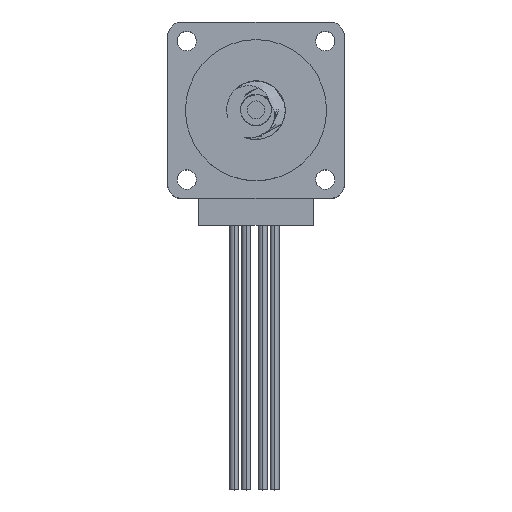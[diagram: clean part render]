
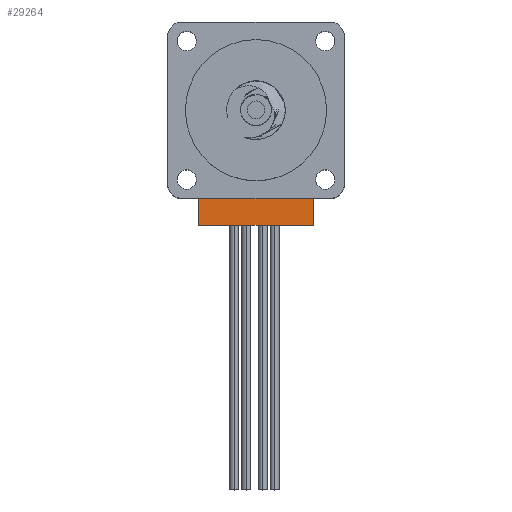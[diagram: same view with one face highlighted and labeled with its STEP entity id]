
A CAD part, top view. The second image highlights one B-rep face of the part: STEP entity #29264.
In plain terms, the highlighted planar face has unit normal (0, 0, 1).
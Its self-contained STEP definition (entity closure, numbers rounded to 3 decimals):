
#201 = PLANE('',#202);
#202 = AXIS2_PLACEMENT_3D('',#203,#204,#205);
#203 = CARTESIAN_POINT('',(6.5,-13.,-6.));
#204 = DIRECTION('',(0.,1.,0.));
#205 = DIRECTION('',(0.,0.,1.));
#23738 = PLANE('',#23739);
#23739 = AXIS2_PLACEMENT_3D('',#23740,#23741,#23742);
#23740 = CARTESIAN_POINT('',(-8.4,-10.,14.));
#23741 = DIRECTION('',(0.,1.,0.));
#23742 = DIRECTION('',(0.,0.,1.));
#27370 = VERTEX_POINT('',#27371);
#27371 = CARTESIAN_POINT('',(6.5,-13.,-6.));
#27385 = PLANE('',#27386);
#27386 = AXIS2_PLACEMENT_3D('',#27387,#27388,#27389);
#27387 = CARTESIAN_POINT('',(6.5,-13.,-11.));
#27388 = DIRECTION('',(-1.,0.,0.));
#27389 = DIRECTION('',(0.,0.,1.));
#27397 = EDGE_CURVE('',#27370,#27398,#27400,.T.);
#27398 = VERTEX_POINT('',#27399);
#27399 = CARTESIAN_POINT('',(-6.5,-13.,-6.));
#27400 = SURFACE_CURVE('',#27401,(#27405,#27412),.PCURVE_S1.);
#27401 = LINE('',#27402,#27403);
#27402 = CARTESIAN_POINT('',(-6.5,-13.,-6.));
#27403 = VECTOR('',#27404,1.);
#27404 = DIRECTION('',(-1.,0.,0.));
#27405 = PCURVE('',#201,#27406);
#27406 = DEFINITIONAL_REPRESENTATION('',(#27407),#27411);
#27407 = LINE('',#27408,#27409);
#27408 = CARTESIAN_POINT('',(0.,-13.));
#27409 = VECTOR('',#27410,1.);
#27410 = DIRECTION('',(0.,-1.));
#27411 = ( GEOMETRIC_REPRESENTATION_CONTEXT(2) 
PARAMETRIC_REPRESENTATION_CONTEXT() REPRESENTATION_CONTEXT('2D SPACE',''
  ) );
#27412 = PCURVE('',#27413,#27418);
#27413 = PLANE('',#27414);
#27414 = AXIS2_PLACEMENT_3D('',#27415,#27416,#27417);
#27415 = CARTESIAN_POINT('',(-6.5,-13.,-6.));
#27416 = DIRECTION('',(0.,0.,-1.));
#27417 = DIRECTION('',(-1.,0.,0.));
#27418 = DEFINITIONAL_REPRESENTATION('',(#27419),#27423);
#27419 = LINE('',#27420,#27421);
#27420 = CARTESIAN_POINT('',(0.,0.));
#27421 = VECTOR('',#27422,1.);
#27422 = DIRECTION('',(1.,0.));
#27423 = ( GEOMETRIC_REPRESENTATION_CONTEXT(2) 
PARAMETRIC_REPRESENTATION_CONTEXT() REPRESENTATION_CONTEXT('2D SPACE',''
  ) );
#27441 = PLANE('',#27442);
#27442 = AXIS2_PLACEMENT_3D('',#27443,#27444,#27445);
#27443 = CARTESIAN_POINT('',(-6.5,-13.,-11.));
#27444 = DIRECTION('',(1.,0.,0.));
#27445 = DIRECTION('',(0.,0.,-1.));
#27873 = VERTEX_POINT('',#27874);
#27874 = CARTESIAN_POINT('',(6.5,-10.,-6.));
#27919 = VERTEX_POINT('',#27920);
#27920 = CARTESIAN_POINT('',(-6.5,-10.,-6.));
#27941 = EDGE_CURVE('',#27873,#27919,#27942,.T.);
#27942 = SURFACE_CURVE('',#27943,(#27947,#27954),.PCURVE_S1.);
#27943 = LINE('',#27944,#27945);
#27944 = CARTESIAN_POINT('',(-6.5,-10.,-6.));
#27945 = VECTOR('',#27946,1.);
#27946 = DIRECTION('',(-1.,0.,0.));
#27947 = PCURVE('',#23738,#27948);
#27948 = DEFINITIONAL_REPRESENTATION('',(#27949),#27953);
#27949 = LINE('',#27950,#27951);
#27950 = CARTESIAN_POINT('',(-20.,1.9));
#27951 = VECTOR('',#27952,1.);
#27952 = DIRECTION('',(0.,-1.));
#27953 = ( GEOMETRIC_REPRESENTATION_CONTEXT(2) 
PARAMETRIC_REPRESENTATION_CONTEXT() REPRESENTATION_CONTEXT('2D SPACE',''
  ) );
#27954 = PCURVE('',#27413,#27955);
#27955 = DEFINITIONAL_REPRESENTATION('',(#27956),#27960);
#27956 = LINE('',#27957,#27958);
#27957 = CARTESIAN_POINT('',(0.,3.));
#27958 = VECTOR('',#27959,1.);
#27959 = DIRECTION('',(1.,0.));
#27960 = ( GEOMETRIC_REPRESENTATION_CONTEXT(2) 
PARAMETRIC_REPRESENTATION_CONTEXT() REPRESENTATION_CONTEXT('2D SPACE',''
  ) );
#29222 = EDGE_CURVE('',#27370,#27873,#29223,.T.);
#29223 = SURFACE_CURVE('',#29224,(#29228,#29235),.PCURVE_S1.);
#29224 = LINE('',#29225,#29226);
#29225 = CARTESIAN_POINT('',(6.5,-13.,-6.));
#29226 = VECTOR('',#29227,1.);
#29227 = DIRECTION('',(0.,1.,0.));
#29228 = PCURVE('',#27385,#29229);
#29229 = DEFINITIONAL_REPRESENTATION('',(#29230),#29234);
#29230 = LINE('',#29231,#29232);
#29231 = CARTESIAN_POINT('',(5.,0.));
#29232 = VECTOR('',#29233,1.);
#29233 = DIRECTION('',(0.,1.));
#29234 = ( GEOMETRIC_REPRESENTATION_CONTEXT(2) 
PARAMETRIC_REPRESENTATION_CONTEXT() REPRESENTATION_CONTEXT('2D SPACE',''
  ) );
#29235 = PCURVE('',#27413,#29236);
#29236 = DEFINITIONAL_REPRESENTATION('',(#29237),#29241);
#29237 = LINE('',#29238,#29239);
#29238 = CARTESIAN_POINT('',(-13.,0.));
#29239 = VECTOR('',#29240,1.);
#29240 = DIRECTION('',(0.,1.));
#29241 = ( GEOMETRIC_REPRESENTATION_CONTEXT(2) 
PARAMETRIC_REPRESENTATION_CONTEXT() REPRESENTATION_CONTEXT('2D SPACE',''
  ) );
#29264 = ADVANCED_FACE('',(#29265),#27413,.F.);
#29265 = FACE_BOUND('',#29266,.T.);
#29266 = EDGE_LOOP('',(#29267,#29268,#29289,#29290));
#29267 = ORIENTED_EDGE('',*,*,#27941,.T.);
#29268 = ORIENTED_EDGE('',*,*,#29269,.F.);
#29269 = EDGE_CURVE('',#27398,#27919,#29270,.T.);
#29270 = SURFACE_CURVE('',#29271,(#29275,#29282),.PCURVE_S1.);
#29271 = LINE('',#29272,#29273);
#29272 = CARTESIAN_POINT('',(-6.5,-13.,-6.));
#29273 = VECTOR('',#29274,1.);
#29274 = DIRECTION('',(0.,1.,0.));
#29275 = PCURVE('',#27413,#29276);
#29276 = DEFINITIONAL_REPRESENTATION('',(#29277),#29281);
#29277 = LINE('',#29278,#29279);
#29278 = CARTESIAN_POINT('',(0.,0.));
#29279 = VECTOR('',#29280,1.);
#29280 = DIRECTION('',(0.,1.));
#29281 = ( GEOMETRIC_REPRESENTATION_CONTEXT(2) 
PARAMETRIC_REPRESENTATION_CONTEXT() REPRESENTATION_CONTEXT('2D SPACE',''
  ) );
#29282 = PCURVE('',#27441,#29283);
#29283 = DEFINITIONAL_REPRESENTATION('',(#29284),#29288);
#29284 = LINE('',#29285,#29286);
#29285 = CARTESIAN_POINT('',(-5.,0.));
#29286 = VECTOR('',#29287,1.);
#29287 = DIRECTION('',(0.,1.));
#29288 = ( GEOMETRIC_REPRESENTATION_CONTEXT(2) 
PARAMETRIC_REPRESENTATION_CONTEXT() REPRESENTATION_CONTEXT('2D SPACE',''
  ) );
#29289 = ORIENTED_EDGE('',*,*,#27397,.F.);
#29290 = ORIENTED_EDGE('',*,*,#29222,.T.);
